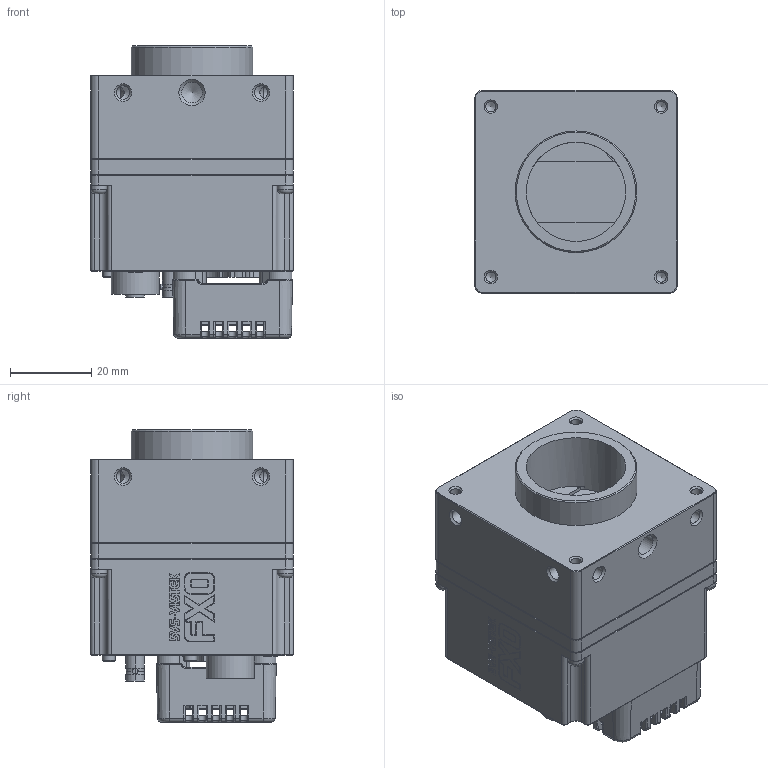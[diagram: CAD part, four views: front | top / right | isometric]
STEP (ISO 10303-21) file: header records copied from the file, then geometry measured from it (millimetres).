
FILE_DESCRIPTION (( 'STEP AP203' ), '1' );
FILE_NAME ('F002362-01001 FXO901xCX12-2C.STEP', '2025-03-11T12:16:39', ( '' ), ( '' ), 'SwSTEP 2.0', 'SolidWorks 2023', '' );
FILE_SCHEMA (( 'CONFIG_CONTROL_DESIGN' ));
Length unit declared in the file: millimetre
Products named in the file (18): N000096-00000 Senkkopfschraube ISO 14581 A2 M2x16; N000031-00000 SCHRAUBE M2x4 Torx ISO14583_M2x04; CXP 12 Stecker; F002362-01001 FXO901xCX12-2C; E006304-02001 Mittelteil FXO kurz CX12-2 Fertigteil - lackiert - blau; HRS10A-12R-12PB(71)_a; IMX901 Base; IMX901 Glass; E006048-01001 Lüfterkäfig FXO 25x25x10 Spritzguss Kunststoff- Fertigteil - lackiert_Lüfterkäfig Größe 25; E006721-01001 Frontplatte FXO901 Fertigteil - lackiert; E002400-04001 Montage Flansch HRS10A; E006046-02001 Rückplatte FXO CXP12 dual - lackiert Tampondruck_E006046-01001 Rückplatte FXO CXP12 dual - lackiert Tampondruck; HRS12 Mutter; IMX901; E002086-00000 M2x3 FK; N000061-00000 Schraube M2x12 Torx ISO14583_M2x12; Symb_Darstellung_Lüfter 25x25x10; E002082 Lichtleiter Mentor 1282.2000
Assembly tree (28 placements, depth 3):
  F002362-01001 FXO901xCX12-2C
    E006721-01001 Frontplatte FXO901 Fertigteil - lackiert
    E006304-02001 Mittelteil FXO kurz CX12-2 Fertigteil - lackiert - blau
    E006046-02001 Rückplatte FXO CXP12 dual - lackiert Tampondruck_E006046-01001 Rückplatte FXO CXP12 dual - lackiert Tampondruck
    IMX901
      IMX901 Base
      IMX901 Glass
    E006048-01001 Lüfterkäfig FXO 25x25x10 Spritzguss Kunststoff- Fertigteil - lackiert_Lüfterkäfig Größe 25
    Symb_Darstellung_Lüfter 25x25x10
    HRS10A-12R-12PB(71)_a
    E002086-00000 M2x3 FK  x2
    E002400-04001 Montage Flansch HRS10A
    CXP 12 Stecker  x2
    E002082 Lichtleiter Mentor 1282.2000  x3
    N000096-00000 Senkkopfschraube ISO 14581 A2 M2x16  x2
    HRS12 Mutter
    N000061-00000 Schraube M2x12 Torx ISO14583_M2x12  x4
    N000031-00000 SCHRAUBE M2x4 Torx ISO14583_M2x04  x4
Bounding box: 50 x 50 x 71.99 mm (x, y, z)
Volume: 55901.3 mm3; surface area: 51164.3 mm2
Topology: 28 solids, 54 shells, 3323 faces, 8648 edges, 5553 vertices
Faces by surface type: plane 1615, cylinder 790, bspline 420, cone 247, torus 215, sphere 36
Full cylindrical faces by diameter (mm): 0.8 x25, 1 x1, 1.6 x17, 1.8 x2, 2 x10, 2.05 x2, 2.2 x8, 2.5 x5, 2.8 x6, 2.85 x3, 3.2 x3, 3.3 x8, 3.5 x2, 4 x10, 5.105 x1, 8.5 x2, 9 x1, 10.5 x1, 11 x1, 11.8 x1, 14 x1, 15 x1, 15.8 x1, 23.8 x1, 24.5 x1, 30 x1
Entity records: 103995 total; most frequent: CARTESIAN_POINT 31150, ORIENTED_EDGE 15090, DIRECTION 13490, EDGE_CURVE 7569, VERTEX_POINT 4959, LINE 4708, VECTOR 4708, AXIS2_PLACEMENT_3D 4391
